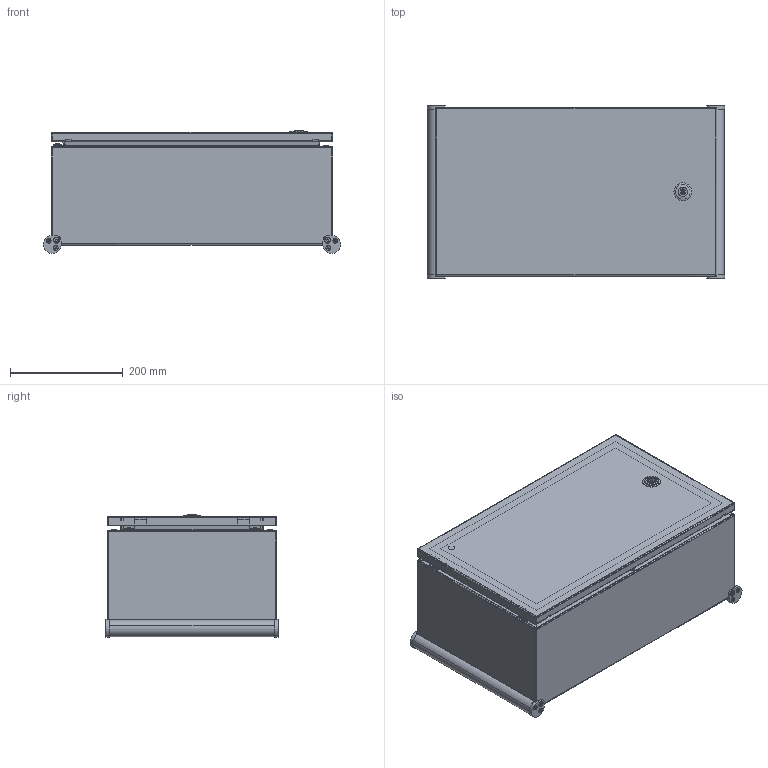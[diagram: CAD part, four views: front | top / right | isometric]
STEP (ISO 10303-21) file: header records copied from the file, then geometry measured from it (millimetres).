
FILE_DESCRIPTION (( 'STEP AP203' ), '1' );
FILE_NAME ('56450401.STEP', '2020-02-18T13:26:34', ( 'Ifina' ), ( 'Ifina' ), 'SwSTEP 2.0', 'SolidWorks 2018', '' );
FILE_SCHEMA (( 'CONFIG_CONTROL_DESIGN' ));
Length unit declared in the file: millimetre
Products named in the file (32): 40000037410; _100-9601; 40000039853; _7-080.01_00000688; _7-080.01_00058055; 40000039723; 86003_Bl.1,25; 42445; 40000039736; 93379; 40100000253; 93442; _7-080.01_00001196; 42443; 00047700A; 82155; _7-080.01_17760D; _200-9123_B1; 94084; 83031; 42395; 40000023095; 84000; 56450401; 40000039761; 42442; 56929; 00047704A; _7-080.01_00024768; _7-080.01_200-0528_28; 82410_56929_268x467; 83140
Assembly tree (51 placements, depth 3):
  94084
  56450401
    40100000253
      40000039736
      86003_Bl.1,25  x6
      40000039761
    42443  x2
    83140  x2
    93442  x2
    56929
      42395
      93379
      82410_56929_268x467
      42442  x2
    42445  x2
    83031  x2
    40000037410
      _100-9601
      _200-9123_B1
      _7-080.01_00000688
      _7-080.01_00001196
      _7-080.01_200-0528_28
      _7-080.01_00024768
      _7-080.01_00058055
      _7-080.01_17760D
    84000
      00047700A
      00047704A
    40000039723  x2
    40000039853  x4
    82155  x4
    40000023095  x4
Bounding box: 528.74 x 306 x 218.01 mm (x, y, z)
Volume: 1234278.6 mm3; surface area: 1672476.6 mm2
Topology: 47 solids, 47 shells, 1745 faces, 4283 edges, 2660 vertices
Faces by surface type: plane 828, cylinder 625, cone 139, bspline 98, torus 53, sphere 2
Full cylindrical faces by diameter (mm): 3 x1, 3.2 x2, 4 x16, 4.2 x6, 4.917 x1, 5 x14, 5.3 x2, 5.9 x6, 6 x4, 6.1 x4, 6.2 x4, 6.5 x2, 7 x18, 9 x6, 9.1 x1, 9.3 x4, 9.9 x1, 10 x7, 10.5 x1, 12 x1, 12.8 x1, 13.3 x1, 13.5 x1, 15 x2, 15.4 x1, 16 x1, 16.1 x1, 19.5 x1, 20.376 x1, 22 x1
Entity records: 42591 total; most frequent: CARTESIAN_POINT 11952, ORIENTED_EDGE 5498, DIRECTION 5418, EDGE_CURVE 2749, AXIS2_PLACEMENT_3D 1866, VERTEX_POINT 1750, LINE 1686, VECTOR 1686
